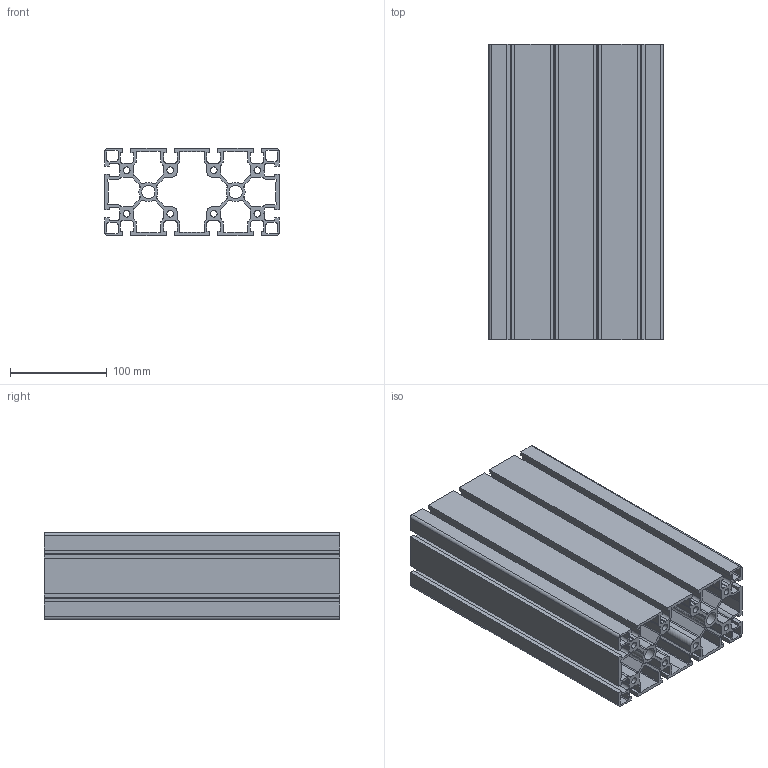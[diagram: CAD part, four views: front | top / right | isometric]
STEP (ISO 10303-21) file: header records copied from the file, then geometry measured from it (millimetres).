
FILE_DESCRIPTION(/* description */ (''),/* implementation_level */ '2;1');
FILE_NAME(/* name */ '10-18090-0-12IN.step',/* time_stamp */ '2024-11-08T14:56:58-05:00',/* author */ (''),/* organization */ (''),/* preprocessor_version */ 'ST-DEVELOPER v20',/* originating_system */ 'Autodesk Translation Framework v13.20.0.188',/* authorisation */ '');
FILE_SCHEMA (('AUTOMOTIVE_DESIGN { 1 0 10303 214 3 1 1 }'));
Length unit declared in the file: millimetre
Products named in the file (1): (Unsaved)
Bounding box: 180 x 304.8 x 90 mm (x, y, z)
Volume: 1252302.2 mm3; surface area: 743106.5 mm2
Topology: 1 solids, 1 shells, 373 faces, 1113 edges, 742 vertices
Faces by surface type: plane 222, cylinder 151
Full cylindrical faces by diameter (mm): 7 x8, 13.519 x2
Entity records: 12686 total; most frequent: CARTESIAN_POINT 2229, ORIENTED_EDGE 2226, DIRECTION 2163, EDGE_CURVE 1113, LINE 811, VECTOR 811, VERTEX_POINT 742, AXIS2_PLACEMENT_3D 676
